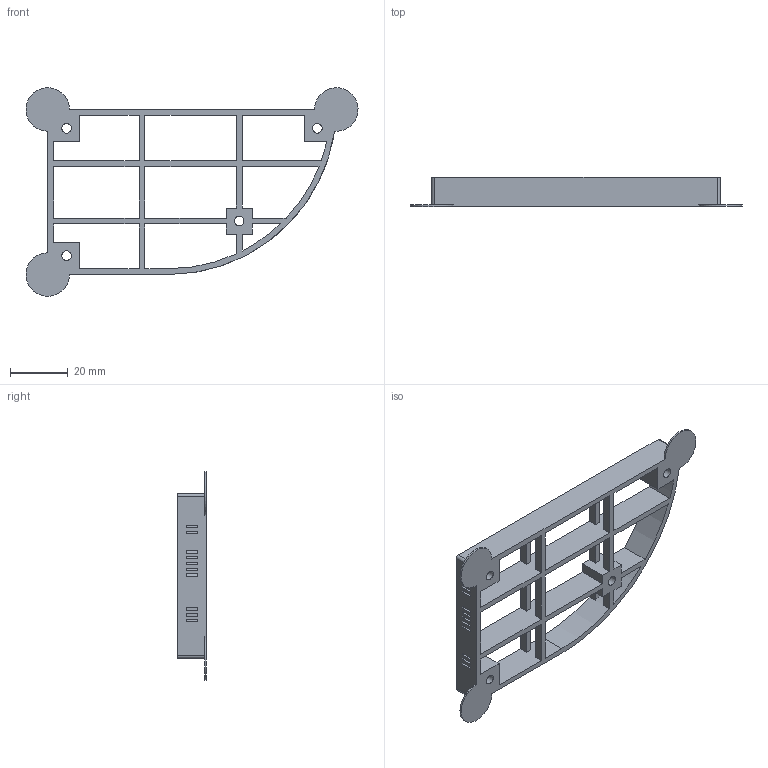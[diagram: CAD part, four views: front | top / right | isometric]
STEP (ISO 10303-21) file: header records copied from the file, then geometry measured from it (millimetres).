
FILE_DESCRIPTION(/* description */ (''),/* implementation_level */ '2;1');
FILE_NAME(/* name */ 'Cartridge.step',/* time_stamp */ '2022-12-11T09:01:32+08:00',/* author */ (''),/* organization */ (''),/* preprocessor_version */ 'ST-DEVELOPER v19.2',/* originating_system */ 'Autodesk Translation Framework v11.17.0.187',/* authorisation */ '');
FILE_SCHEMA (('AUTOMOTIVE_DESIGN { 1 0 10303 214 3 1 1 }'));
Length unit declared in the file: millimetre
Products named in the file (1): Cartridge
Bounding box: 114.68 x 10 x 72 mm (x, y, z)
Volume: 12523.3 mm3; surface area: 14543.4 mm2
Topology: 1 solids, 1 shells, 146 faces, 465 edges, 310 vertices
Faces by surface type: plane 132, cylinder 14
Full cylindrical faces by diameter (mm): 3.3 x4
Entity records: 5211 total; most frequent: ORIENTED_EDGE 930, CARTESIAN_POINT 922, DIRECTION 792, EDGE_CURVE 465, LINE 432, VECTOR 432, VERTEX_POINT 310, EDGE_LOOP 193
